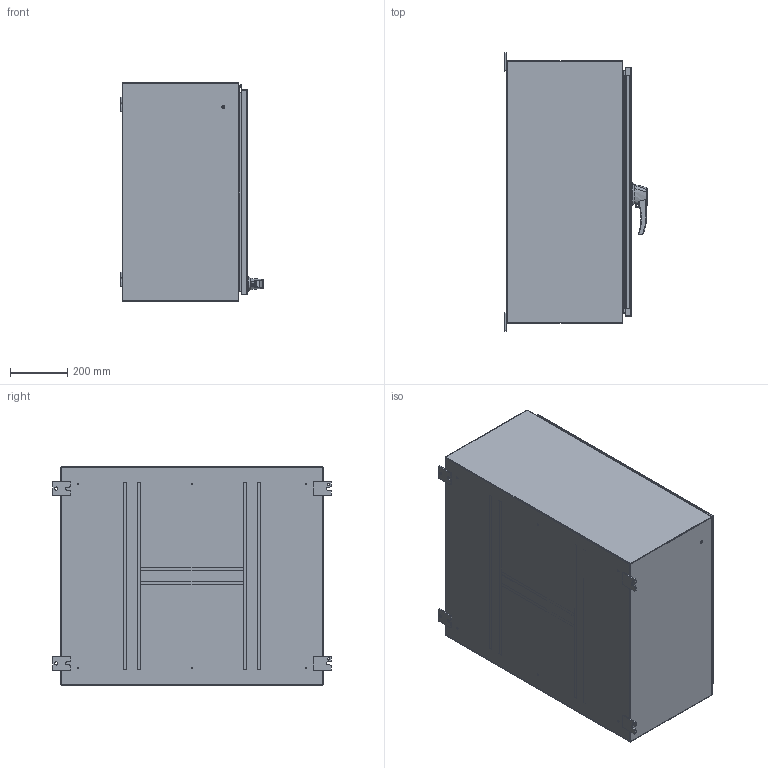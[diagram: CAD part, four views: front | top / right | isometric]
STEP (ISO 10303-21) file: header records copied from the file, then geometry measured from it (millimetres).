
FILE_DESCRIPTION (( 'STEP AP214' ), '1' );
FILE_NAME ('HW363016GYHK.STEP', '2019-08-09T13:55:03', ( '' ), ( '' ), 'SwSTEP 2.0', 'SolidWorks 2018', '' );
FILE_SCHEMA (( 'AUTOMOTIVE_DESIGN' ));
Length unit declared in the file: inch
Products named in the file (1): HW363016GYHK
Bounding box: 495.6 x 971.55 x 762 mm (x, y, z)
Volume: 6322315.1 mm3; surface area: 6640435.7 mm2
Topology: 52 solids, 53 shells, 1609 faces, 4075 edges, 2612 vertices
Faces by surface type: plane 773, cylinder 655, bspline 113, cone 68
Entity records: 107841 total; most frequent: CARTESIAN_POINT 47881, ORIENTED_EDGE 8134, DIRECTION 7718, EDGE_CURVE 4067, AXIS2_PLACEMENT_3D 2674, VERTEX_POINT 2612, LINE 2370, VECTOR 2370
